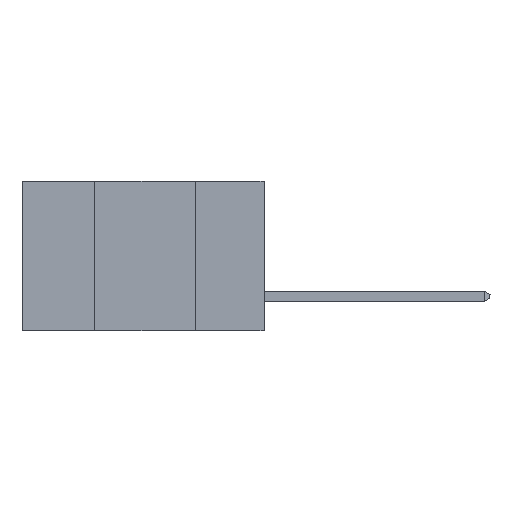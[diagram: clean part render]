
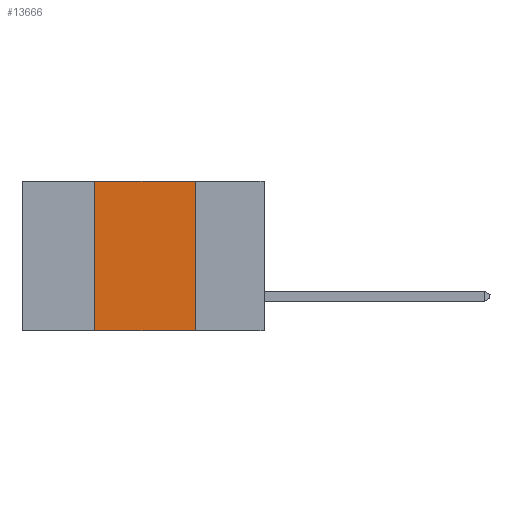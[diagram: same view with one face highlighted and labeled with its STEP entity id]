
A CAD part, left-side view. The second image highlights one B-rep face of the part: STEP entity #13666.
In plain terms, the highlighted planar face has unit normal (-1, 0, 0).
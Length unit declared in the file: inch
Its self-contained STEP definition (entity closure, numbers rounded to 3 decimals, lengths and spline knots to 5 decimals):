
#23 = VERTEX_POINT ( 'NONE', #13722 ) ;
#609 = DIRECTION ( 'NONE',  ( 0., 0., 1. ) ) ;
#1077 = DIRECTION ( 'NONE',  ( 1., 0., 0. ) ) ;
#1226 = CARTESIAN_POINT ( 'NONE',  ( 0., 0.17, -0.37 ) ) ;
#2272 = VECTOR ( 'NONE', #8013, 39.37008 ) ;
#2383 = EDGE_CURVE ( 'NONE', #10131, #18688, #15468, .T. ) ;
#2562 = LINE ( 'NONE', #17619, #2272 ) ;
#2820 = DIRECTION ( 'NONE',  ( 0., 0., -1. ) ) ;
#3050 = CARTESIAN_POINT ( 'NONE',  ( 0., 0.6, 0. ) ) ;
#6089 = DIRECTION ( 'NONE',  ( 0., -1., 0. ) ) ;
#6543 = ORIENTED_EDGE ( 'NONE', *, *, #6887, .F. ) ;
#6887 = EDGE_CURVE ( 'NONE', #9220, #18688, #18749, .T. ) ;
#7260 = CARTESIAN_POINT ( 'NONE',  ( 0., 0.42, -0.37 ) ) ;
#7291 = DIRECTION ( 'NONE',  ( 0., 0., -1. ) ) ;
#8013 = DIRECTION ( 'NONE',  ( 0., -1., 0. ) ) ;
#9220 = VERTEX_POINT ( 'NONE', #21863 ) ;
#9407 = EDGE_CURVE ( 'NONE', #10131, #23, #9747, .T. ) ;
#9747 = LINE ( 'NONE', #13708, #18026 ) ;
#9787 = EDGE_CURVE ( 'NONE', #23, #9220, #2562, .T. ) ;
#9907 = VECTOR ( 'NONE', #7291, 39.37008 ) ;
#10131 = VERTEX_POINT ( 'NONE', #7260 ) ;
#11328 = CARTESIAN_POINT ( 'NONE',  ( 0., 0.17, -0.37 ) ) ;
#12591 = AXIS2_PLACEMENT_3D ( 'NONE', #3050, #1077, #2820 ) ;
#13611 = CARTESIAN_POINT ( 'NONE',  ( 0., 0.6, -0.37 ) ) ;
#13666 = ADVANCED_FACE ( 'NONE', ( #15553 ), #19722, .F. ) ;
#13708 = CARTESIAN_POINT ( 'NONE',  ( 0., 0.42, -0.37 ) ) ;
#13722 = CARTESIAN_POINT ( 'NONE',  ( 0., 0.42, 0. ) ) ;
#14686 = ORIENTED_EDGE ( 'NONE', *, *, #2383, .T. ) ;
#15468 = LINE ( 'NONE', #13611, #21678 ) ;
#15553 = FACE_OUTER_BOUND ( 'NONE', #19081, .T. ) ;
#15826 = ORIENTED_EDGE ( 'NONE', *, *, #9407, .F. ) ;
#17619 = CARTESIAN_POINT ( 'NONE',  ( 0., 0.6, 0. ) ) ;
#18026 = VECTOR ( 'NONE', #609, 39.37008 ) ;
#18688 = VERTEX_POINT ( 'NONE', #1226 ) ;
#18749 = LINE ( 'NONE', #11328, #9907 ) ;
#19081 = EDGE_LOOP ( 'NONE', ( #6543, #21956, #15826, #14686 ) ) ;
#19722 = PLANE ( 'NONE',  #12591 ) ;
#21678 = VECTOR ( 'NONE', #6089, 39.37008 ) ;
#21863 = CARTESIAN_POINT ( 'NONE',  ( 0., 0.17, 0. ) ) ;
#21956 = ORIENTED_EDGE ( 'NONE', *, *, #9787, .F. ) ;
